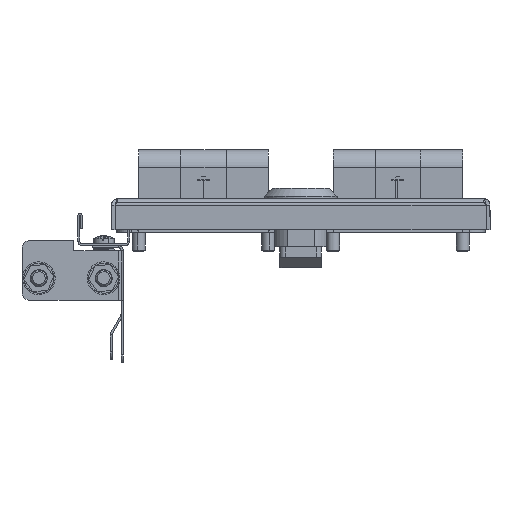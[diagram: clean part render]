
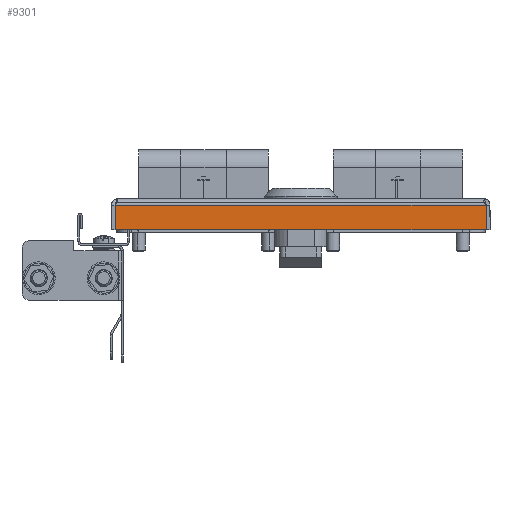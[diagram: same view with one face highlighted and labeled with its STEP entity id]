
A CAD part, left-side view. The second image highlights one B-rep face of the part: STEP entity #9301.
In plain terms, the highlighted planar face has unit normal (-1, 0, 0).
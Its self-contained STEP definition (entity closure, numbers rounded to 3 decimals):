
#1929 = VECTOR ( 'NONE', #56715, 1000. ) ;
#2896 = ORIENTED_EDGE ( 'NONE', *, *, #36768, .F. ) ;
#5068 = EDGE_CURVE ( 'NONE', #33478, #45542, #22320, .T. ) ;
#5652 = VECTOR ( 'NONE', #51904, 1000. ) ;
#8449 = DIRECTION ( 'NONE',  ( 0., 0., -1. ) ) ;
#8719 = VERTEX_POINT ( 'NONE', #44713 ) ;
#9301 = ADVANCED_FACE ( 'NONE', ( #45100 ), #25404, .F. ) ;
#14052 = CARTESIAN_POINT ( 'NONE',  ( -489.25, -71.531, -12. ) ) ;
#16559 = EDGE_LOOP ( 'NONE', ( #2896, #42580, #37712, #19998 ) ) ;
#17269 = CARTESIAN_POINT ( 'NONE',  ( -489.25, 71.528, -12. ) ) ;
#17812 = CARTESIAN_POINT ( 'NONE',  ( -489.25, -71.531, -2.4 ) ) ;
#19998 = ORIENTED_EDGE ( 'NONE', *, *, #5068, .T. ) ;
#21184 = CARTESIAN_POINT ( 'NONE',  ( -489.25, -71.531, -1.4 ) ) ;
#22219 = VECTOR ( 'NONE', #33899, 1000. ) ;
#22320 = LINE ( 'NONE', #56213, #5652 ) ;
#22430 = CARTESIAN_POINT ( 'NONE',  ( -489.25, -0.002, 0. ) ) ;
#25404 = PLANE ( 'NONE',  #30796 ) ;
#26016 = VERTEX_POINT ( 'NONE', #17812 ) ;
#30082 = EDGE_CURVE ( 'NONE', #8719, #33478, #53348, .T. ) ;
#30796 = AXIS2_PLACEMENT_3D ( 'NONE', #22430, #53167, #8449 ) ;
#33478 = VERTEX_POINT ( 'NONE', #17269 ) ;
#33899 = DIRECTION ( 'NONE',  ( 0., 0., -1. ) ) ;
#33906 = LINE ( 'NONE', #21184, #56051 ) ;
#35147 = DIRECTION ( 'NONE',  ( 0., 0., -1. ) ) ;
#36768 = EDGE_CURVE ( 'NONE', #26016, #45542, #33906, .T. ) ;
#37712 = ORIENTED_EDGE ( 'NONE', *, *, #30082, .T. ) ;
#42580 = ORIENTED_EDGE ( 'NONE', *, *, #57251, .F. ) ;
#44713 = CARTESIAN_POINT ( 'NONE',  ( -489.25, 71.528, -2.4 ) ) ;
#45100 = FACE_OUTER_BOUND ( 'NONE', #16559, .T. ) ;
#45542 = VERTEX_POINT ( 'NONE', #14052 ) ;
#47406 = CARTESIAN_POINT ( 'NONE',  ( -489.25, 71.528, 0. ) ) ;
#51904 = DIRECTION ( 'NONE',  ( 0., -1., 0. ) ) ;
#52221 = CARTESIAN_POINT ( 'NONE',  ( -489.25, -73.002, -2.4 ) ) ;
#53167 = DIRECTION ( 'NONE',  ( 1., 0., 0. ) ) ;
#53224 = LINE ( 'NONE', #52221, #1929 ) ;
#53348 = LINE ( 'NONE', #47406, #22219 ) ;
#56051 = VECTOR ( 'NONE', #35147, 1000. ) ;
#56213 = CARTESIAN_POINT ( 'NONE',  ( -489.25, -0.002, -12. ) ) ;
#56715 = DIRECTION ( 'NONE',  ( 0., -1., 0. ) ) ;
#57251 = EDGE_CURVE ( 'NONE', #8719, #26016, #53224, .T. ) ;
